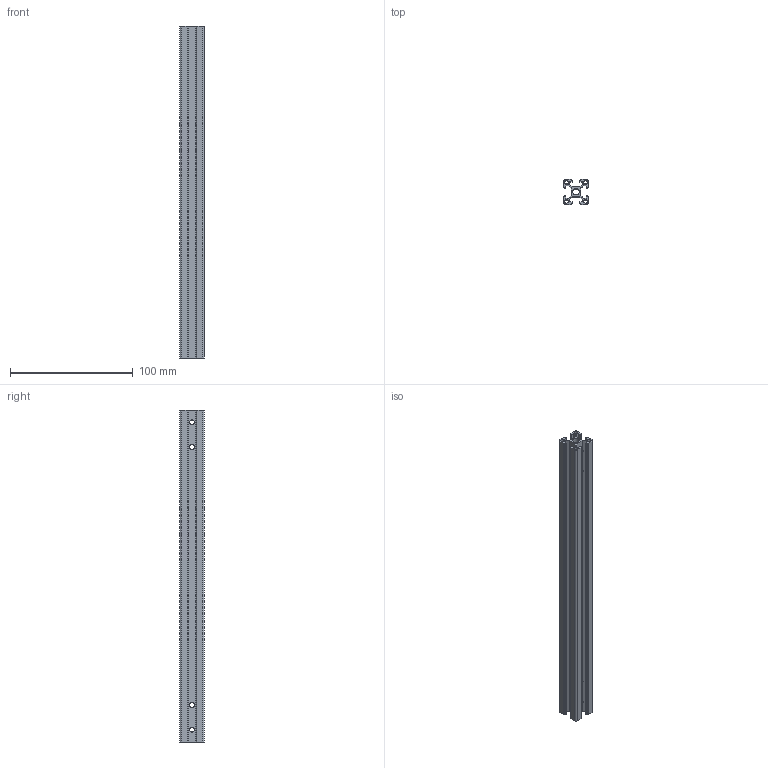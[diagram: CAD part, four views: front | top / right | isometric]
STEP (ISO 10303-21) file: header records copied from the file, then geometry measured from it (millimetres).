
FILE_DESCRIPTION (( 'STEP AP214' ), '1' );
FILE_NAME ('2020欧标铝型材_长360(待定)_底座转台纵梁横向加强 1个.STEP', '2023-07-18T05:43:39', ( '' ), ( '' ), 'SwSTEP 2.0', 'SolidWorks 2022', '' );
FILE_SCHEMA (( 'AUTOMOTIVE_DESIGN' ));
Length unit declared in the file: millimetre
Products named in the file (1): 2020欧标铝型材_长360(待定)_底座转台纵梁横向加强 1个
Bounding box: 20 x 20 x 270 mm (x, y, z)
Volume: 34849 mm3; surface area: 56143.4 mm2
Topology: 1 solids, 1 shells, 148 faces, 446 edges, 292 vertices
Faces by surface type: plane 86, cylinder 62
Entity records: 6756 total; most frequent: CARTESIAN_POINT 1519, ORIENTED_EDGE 892, DIRECTION 804, EDGE_CURVE 446, LINE 306, VECTOR 306, VERTEX_POINT 292, AXIS2_PLACEMENT_3D 249
